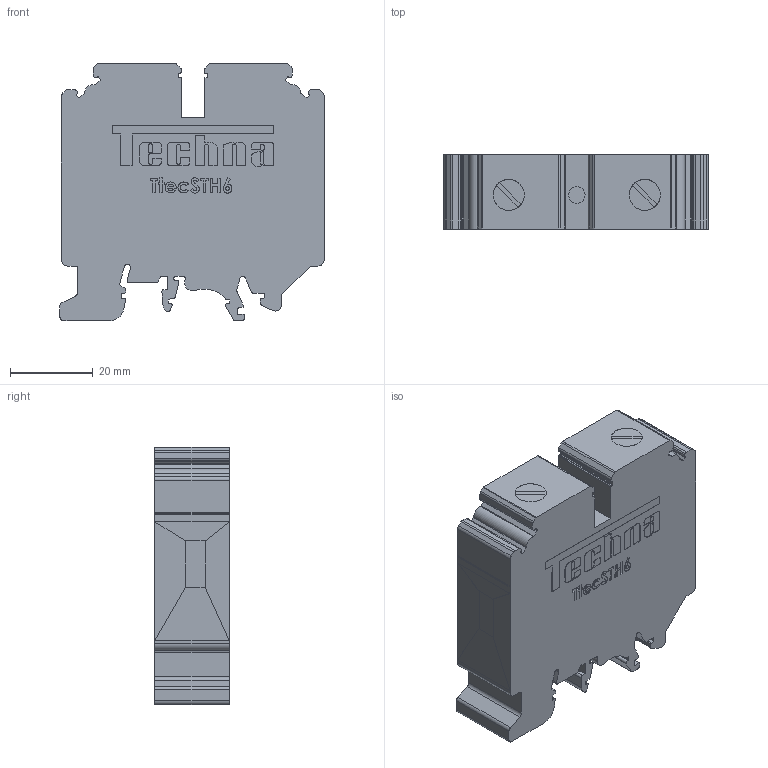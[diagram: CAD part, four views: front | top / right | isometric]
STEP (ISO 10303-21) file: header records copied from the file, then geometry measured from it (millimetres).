
FILE_DESCRIPTION (( 'STEP AP214' ), '1' );
FILE_NAME ('TtecSTH6.STEP', '2020-10-15T08:16:06', ( '' ), ( '' ), 'SwSTEP 2.0', 'SolidWorks 2020', '' );
FILE_SCHEMA (( 'AUTOMOTIVE_DESIGN' ));
Length unit declared in the file: millimetre
Products named in the file (1): TtecSTH6
Bounding box: 63.9 x 18 x 62.2 mm (x, y, z)
Volume: 60362.4 mm3; surface area: 13135.6 mm2
Topology: 1 solids, 1 shells, 705 faces, 1968 edges, 1304 vertices
Faces by surface type: plane 397, cylinder 230, bspline 78
Entity records: 31522 total; most frequent: CARTESIAN_POINT 8264, ORIENTED_EDGE 3936, DIRECTION 3536, EDGE_CURVE 1968, LINE 1344, VECTOR 1344, VERTEX_POINT 1304, AXIS2_PLACEMENT_3D 1096
